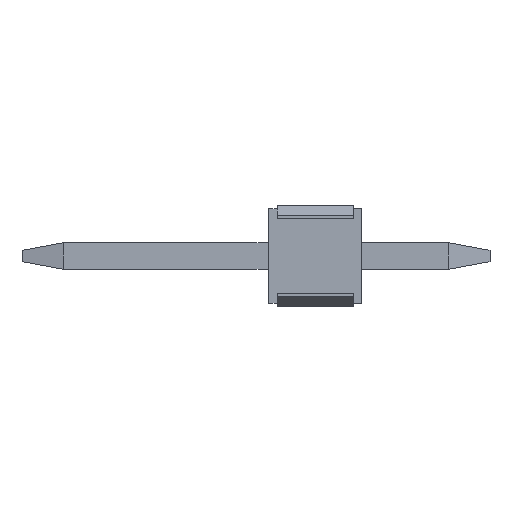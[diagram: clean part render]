
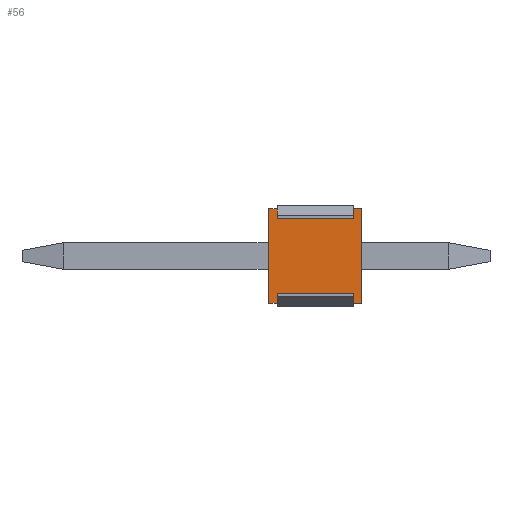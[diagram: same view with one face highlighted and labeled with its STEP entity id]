
A CAD part, left-side view. The second image highlights one B-rep face of the part: STEP entity #56.
In plain terms, the highlighted planar face has unit normal (-1, 0, 0).
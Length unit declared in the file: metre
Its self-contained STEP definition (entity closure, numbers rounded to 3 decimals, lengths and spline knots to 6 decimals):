
#56 = ADVANCED_FACE( '', ( #339 ), #340, .T. );
#339 = FACE_OUTER_BOUND( '', #909, .T. );
#340 = PLANE( '', #910 );
#909 = EDGE_LOOP( '', ( #1531, #1532, #1533, #1534, #1535, #1536, #1537, #1538, #1539, #1540, #1541, #1542 ) );
#910 = AXIS2_PLACEMENT_3D( '', #1543, #1544, #1545 );
#1531 = ORIENTED_EDGE( '', *, *, #3675, .T. );
#1532 = ORIENTED_EDGE( '', *, *, #3693, .F. );
#1533 = ORIENTED_EDGE( '', *, *, #3694, .T. );
#1534 = ORIENTED_EDGE( '', *, *, #3695, .T. );
#1535 = ORIENTED_EDGE( '', *, *, #3696, .T. );
#1536 = ORIENTED_EDGE( '', *, *, #3697, .F. );
#1537 = ORIENTED_EDGE( '', *, *, #3698, .F. );
#1538 = ORIENTED_EDGE( '', *, *, #3699, .T. );
#1539 = ORIENTED_EDGE( '', *, *, #3700, .T. );
#1540 = ORIENTED_EDGE( '', *, *, #3701, .T. );
#1541 = ORIENTED_EDGE( '', *, *, #3702, .T. );
#1542 = ORIENTED_EDGE( '', *, *, #3703, .T. );
#1543 = CARTESIAN_POINT( '', ( -0.006033, 0., 0. ) );
#1544 = DIRECTION( '', ( -1., 0., 0. ) );
#1545 = DIRECTION( '', ( 0., 0., 1. ) );
#3675 = EDGE_CURVE( '', #4388, #4386, #4389, .T. );
#3693 = EDGE_CURVE( '', #4423, #4386, #4424, .T. );
#3694 = EDGE_CURVE( '', #4423, #4425, #4426, .T. );
#3695 = EDGE_CURVE( '', #4425, #4427, #4428, .T. );
#3696 = EDGE_CURVE( '', #4427, #4429, #4430, .T. );
#3697 = EDGE_CURVE( '', #4431, #4429, #4432, .T. );
#3698 = EDGE_CURVE( '', #4433, #4431, #4434, .T. );
#3699 = EDGE_CURVE( '', #4433, #4435, #4436, .T. );
#3700 = EDGE_CURVE( '', #4435, #4437, #4438, .T. );
#3701 = EDGE_CURVE( '', #4437, #4439, #4440, .T. );
#3702 = EDGE_CURVE( '', #4439, #4441, #4442, .T. );
#3703 = EDGE_CURVE( '', #4441, #4388, #4443, .T. );
#4386 = VERTEX_POINT( '', #5540 );
#4388 = VERTEX_POINT( '', #5543 );
#4389 = LINE( '', #5544, #5545 );
#4423 = VERTEX_POINT( '', #5596 );
#4424 = LINE( '', #5597, #5598 );
#4425 = VERTEX_POINT( '', #5599 );
#4426 = LINE( '', #5600, #5601 );
#4427 = VERTEX_POINT( '', #5602 );
#4428 = LINE( '', #5603, #5604 );
#4429 = VERTEX_POINT( '', #5605 );
#4430 = LINE( '', #5606, #5607 );
#4431 = VERTEX_POINT( '', #5608 );
#4432 = LINE( '', #5609, #5610 );
#4433 = VERTEX_POINT( '', #5611 );
#4434 = LINE( '', #5612, #5613 );
#4435 = VERTEX_POINT( '', #5614 );
#4436 = LINE( '', #5615, #5616 );
#4437 = VERTEX_POINT( '', #5617 );
#4438 = LINE( '', #5618, #5619 );
#4439 = VERTEX_POINT( '', #5620 );
#4440 = LINE( '', #5621, #5622 );
#4441 = VERTEX_POINT( '', #5623 );
#4442 = LINE( '', #5624, #5625 );
#4443 = LINE( '', #5626, #5627 );
#5540 = CARTESIAN_POINT( '', ( -0.006033, -0.00094, -0.000914 ) );
#5543 = CARTESIAN_POINT( '', ( -0.006033, 0.00094, -0.000914 ) );
#5544 = CARTESIAN_POINT( '', ( -0.006033, 0.00094, -0.000914 ) );
#5545 = VECTOR( '', #7277, 1. );
#5596 = CARTESIAN_POINT( '', ( -0.006033, -0.00094, -0.001168 ) );
#5597 = CARTESIAN_POINT( '', ( -0.006033, -0.00094, -0.001168 ) );
#5598 = VECTOR( '', #7295, 1. );
#5599 = CARTESIAN_POINT( '', ( -0.006033, -0.001143, -0.001168 ) );
#5600 = CARTESIAN_POINT( '', ( -0.006033, -0.00094, -0.001168 ) );
#5601 = VECTOR( '', #7296, 1. );
#5602 = CARTESIAN_POINT( '', ( -0.006033, -0.001143, 0.001168 ) );
#5603 = CARTESIAN_POINT( '', ( -0.006033, -0.001143, -0.001168 ) );
#5604 = VECTOR( '', #7297, 1. );
#5605 = CARTESIAN_POINT( '', ( -0.006033, -0.00094, 0.001168 ) );
#5606 = CARTESIAN_POINT( '', ( -0.006033, -0.001143, 0.001168 ) );
#5607 = VECTOR( '', #7298, 1. );
#5608 = CARTESIAN_POINT( '', ( -0.006033, -0.00094, 0.000914 ) );
#5609 = CARTESIAN_POINT( '', ( -0.006033, -0.00094, 0.000914 ) );
#5610 = VECTOR( '', #7299, 1. );
#5611 = CARTESIAN_POINT( '', ( -0.006033, 0.00094, 0.000914 ) );
#5612 = CARTESIAN_POINT( '', ( -0.006033, 0.00094, 0.000914 ) );
#5613 = VECTOR( '', #7300, 1. );
#5614 = CARTESIAN_POINT( '', ( -0.006033, 0.00094, 0.001168 ) );
#5615 = CARTESIAN_POINT( '', ( -0.006033, 0.00094, 0.000914 ) );
#5616 = VECTOR( '', #7301, 1. );
#5617 = CARTESIAN_POINT( '', ( -0.006033, 0.001143, 0.001168 ) );
#5618 = CARTESIAN_POINT( '', ( -0.006033, 0.00094, 0.001168 ) );
#5619 = VECTOR( '', #7302, 1. );
#5620 = CARTESIAN_POINT( '', ( -0.006033, 0.001143, -0.001168 ) );
#5621 = CARTESIAN_POINT( '', ( -0.006033, 0.001143, 0.001168 ) );
#5622 = VECTOR( '', #7303, 1. );
#5623 = CARTESIAN_POINT( '', ( -0.006033, 0.00094, -0.001168 ) );
#5624 = CARTESIAN_POINT( '', ( -0.006033, 0.001143, -0.001168 ) );
#5625 = VECTOR( '', #7304, 1. );
#5626 = CARTESIAN_POINT( '', ( -0.006033, 0.00094, -0.001168 ) );
#5627 = VECTOR( '', #7305, 1. );
#7277 = DIRECTION( '', ( 0., -1., 0. ) );
#7295 = DIRECTION( '', ( 0., 0., 1. ) );
#7296 = DIRECTION( '', ( 0., -1., 0. ) );
#7297 = DIRECTION( '', ( 0., 0., 1. ) );
#7298 = DIRECTION( '', ( 0., 1., 0. ) );
#7299 = DIRECTION( '', ( 0., 0., 1. ) );
#7300 = DIRECTION( '', ( 0., -1., 0. ) );
#7301 = DIRECTION( '', ( 0., 0., 1. ) );
#7302 = DIRECTION( '', ( 0., 1., 0. ) );
#7303 = DIRECTION( '', ( 0., 0., -1. ) );
#7304 = DIRECTION( '', ( 0., -1., 0. ) );
#7305 = DIRECTION( '', ( 0., 0., 1. ) );
